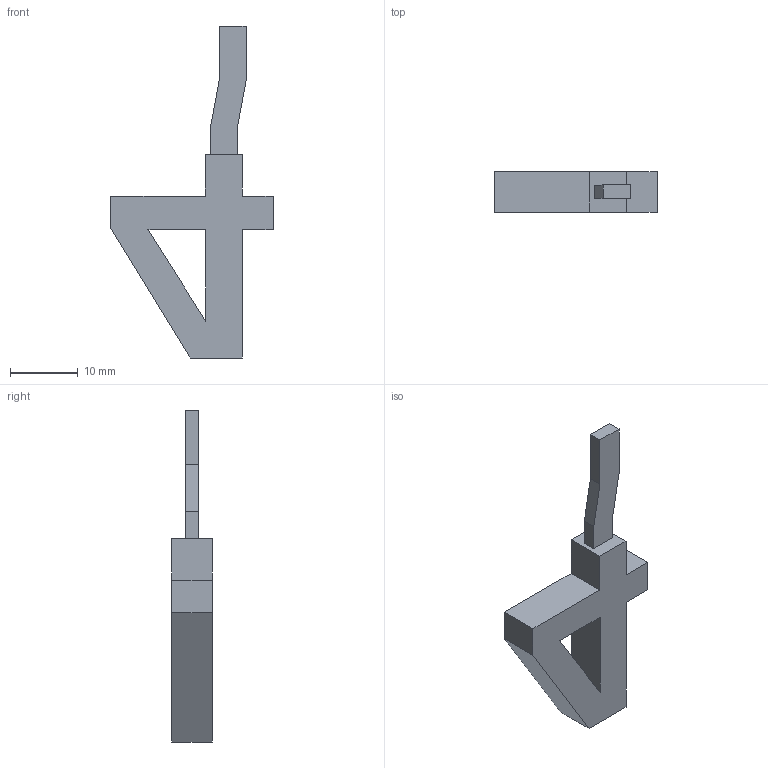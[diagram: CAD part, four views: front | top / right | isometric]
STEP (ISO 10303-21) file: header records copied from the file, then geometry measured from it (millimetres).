
FILE_DESCRIPTION(/* description */ (''),/* implementation_level */ '2;1');
FILE_NAME(/* name */ '4.step',/* time_stamp */ '2026-01-18T20:28:34+01:00',/* author */ (''),/* organization */ (''),/* preprocessor_version */ 'ST-DEVELOPER v20.1',/* originating_system */ 'Autodesk Translation Framework v14.21.0.0',/* authorisation */ '');
FILE_SCHEMA (('AUTOMOTIVE_DESIGN { 1 0 10303 214 3 1 1 }'));
Length unit declared in the file: millimetre
Products named in the file (2): 4; 4_1
Assembly tree (1 placements, depth 2):
  4
    4_1
Bounding box: 23.96 x 6 x 48.99 mm (x, y, z)
Volume: 2250.1 mm3; surface area: 1865.7 mm2
Topology: 2 solids, 2 shells, 47 faces, 120 edges, 80 vertices
Faces by surface type: plane 47
Entity records: 1450 total; most frequent: CARTESIAN_POINT 250, ORIENTED_EDGE 240, DIRECTION 220, LINE 120, VECTOR 120, EDGE_CURVE 120, VERTEX_POINT 80, EDGE_LOOP 52
